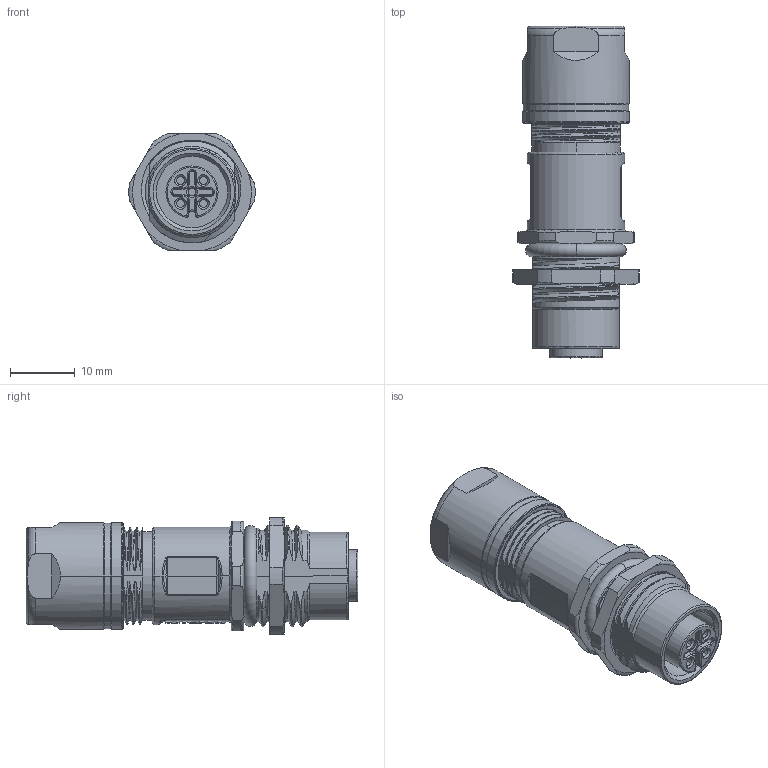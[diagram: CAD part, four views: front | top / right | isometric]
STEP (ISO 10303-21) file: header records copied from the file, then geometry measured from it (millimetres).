
FILE_DESCRIPTION((''),'2;1');
FILE_NAME('MANIFOLD_SOLID_BREP_638','2023-12-18T',('13531'),(''),'PRO/ENGINEER BY PARAMETRIC TECHNOLOGY CORPORATION, 2012480','PRO/ENGINEER BY PARAMETRIC TECHNOLOGY CORPORATION, 2012480','');
FILE_SCHEMA(('CONFIG_CONTROL_DESIGN'));
Length unit declared in the file: millimetre
Products named in the file (1): MANIFOLD_SOLID_BREP_638
Bounding box: 19.48 x 51.21 x 18 mm (x, y, z)
Volume: 7109 mm3; surface area: 5727.2 mm2
Topology: 1 solids, 2 shells, 490 faces, 1474 edges, 990 vertices
Faces by surface type: cylinder 162, bspline 121, plane 94, torus 66, cone 42, sphere 4, extrusion 1
Entity records: 35935 total; most frequent: CARTESIAN_POINT 17296, ORIENTED_EDGE 2916, DIRECTION 2044, PRESENTATION_STYLE_ASSIGNMENT 1744, STYLED_ITEM 1471, CURVE_STYLE 1469, EDGE_CURVE 1468, VERTEX_POINT 990
